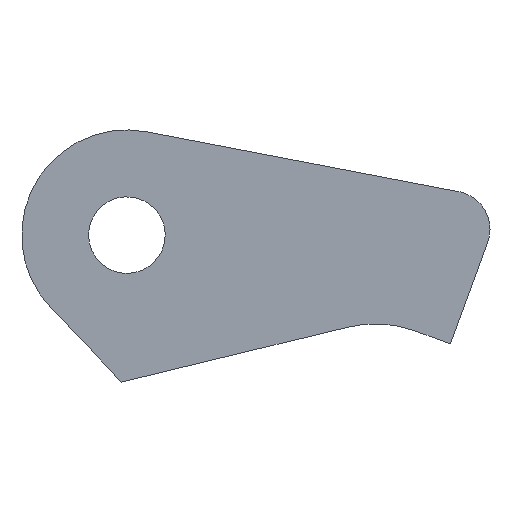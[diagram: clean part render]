
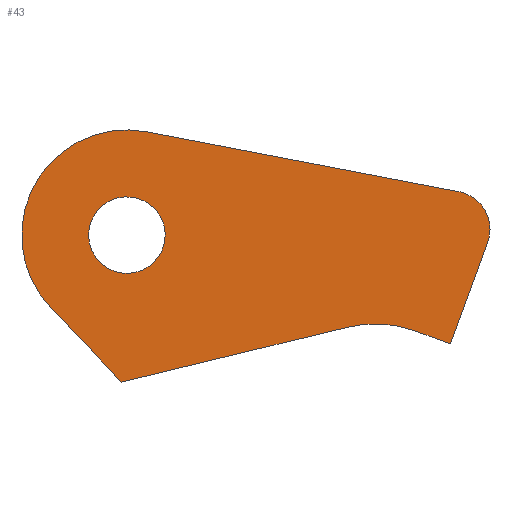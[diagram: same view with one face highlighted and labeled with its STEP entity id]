
A CAD part, front view. The second image highlights one B-rep face of the part: STEP entity #43.
In plain terms, the highlighted planar face has unit normal (0, -1, 0).
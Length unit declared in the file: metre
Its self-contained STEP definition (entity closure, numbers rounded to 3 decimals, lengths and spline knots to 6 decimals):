
#43 = ADVANCED_FACE( 'Face3', ( #86, #87 ), #88, .T. );
#86 = FACE_BOUND( '', #129, .T. );
#87 = FACE_OUTER_BOUND( '', #130, .T. );
#88 = PLANE( '', #131 );
#129 = EDGE_LOOP( '', ( #186 ) );
#130 = EDGE_LOOP( '', ( #187, #188, #189, #190, #191, #192, #193, #194 ) );
#131 = AXIS2_PLACEMENT_3D( '', #195, #196, #197 );
#186 = ORIENTED_EDGE( '', *, *, #269, .T. );
#187 = ORIENTED_EDGE( '', *, *, #270, .T. );
#188 = ORIENTED_EDGE( '', *, *, #266, .T. );
#189 = ORIENTED_EDGE( '', *, *, #271, .T. );
#190 = ORIENTED_EDGE( '', *, *, #262, .T. );
#191 = ORIENTED_EDGE( '', *, *, #272, .F. );
#192 = ORIENTED_EDGE( '', *, *, #273, .F. );
#193 = ORIENTED_EDGE( '', *, *, #253, .F. );
#194 = ORIENTED_EDGE( '', *, *, #257, .F. );
#195 = CARTESIAN_POINT( '', ( 4.33615, 0.1188, 1.02655 ) );
#196 = DIRECTION( '', ( 0., -1., 0. ) );
#197 = DIRECTION( '', ( 0.972, 0., 0.236 ) );
#253 = EDGE_CURVE( '', #292, #288, #294, .T. );
#257 = EDGE_CURVE( '', #298, #292, #300, .T. );
#262 = EDGE_CURVE( '', #303, #307, #309, .T. );
#266 = EDGE_CURVE( '', #316, #314, #317, .T. );
#269 = EDGE_CURVE( '', #320, #320, #321, .T. );
#270 = EDGE_CURVE( 'Edge1', #298, #316, #322, .T. );
#271 = EDGE_CURVE( '', #314, #303, #323, .T. );
#272 = EDGE_CURVE( '', #324, #307, #325, .T. );
#273 = EDGE_CURVE( '', #288, #324, #326, .T. );
#288 = VERTEX_POINT( '', #343 );
#292 = VERTEX_POINT( '', #348 );
#294 = CIRCLE( '', #351, 0.1188 );
#298 = VERTEX_POINT( '', #356 );
#300 = LINE( '', #359, #360 );
#303 = VERTEX_POINT( '', #363 );
#307 = VERTEX_POINT( '', #368 );
#309 = CIRCLE( '', #371, 0.1089 );
#314 = VERTEX_POINT( '', #376 );
#316 = VERTEX_POINT( '', #379 );
#317 = CIRCLE( '', #380, 0.0396 );
#320 = VERTEX_POINT( '', #384 );
#321 = CIRCLE( '', #385, 0.0396 );
#322 = LINE( '', #386, #387 );
#323 = LINE( '', #388, #389 );
#324 = VERTEX_POINT( '', #390 );
#325 = LINE( '', #391, #392 );
#326 = LINE( '', #393, #394 );
#343 = CARTESIAN_POINT( '', ( 4.308097, 0.1188, 1.14199 ) );
#348 = CARTESIAN_POINT( '', ( 4.376983, 0.1188, 1.138112 ) );
#351 = AXIS2_PLACEMENT_3D( '', #419, #420, #421 );
#356 = CARTESIAN_POINT( '', ( 4.414045, 0.1188, 1.124547 ) );
#359 = CARTESIAN_POINT( '', ( 4.414045, 0.1188, 1.124547 ) );
#360 = VECTOR( '', #424, 1. );
#363 = CARTESIAN_POINT( '', ( 4.099689, 0.1188, 1.34409 ) );
#368 = CARTESIAN_POINT( '', ( 4.000373, 0.1188, 1.161962 ) );
#371 = AXIS2_PLACEMENT_3D( '', #430, #431, #432 );
#376 = CARTESIAN_POINT( '', ( 4.422763, 0.1188, 1.282074 ) );
#379 = CARTESIAN_POINT( '', ( 4.452485, 0.1188, 1.229573 ) );
#380 = AXIS2_PLACEMENT_3D( '', #437, #438, #439 );
#384 = CARTESIAN_POINT( '', ( 4.040679, 0.1188, 1.227791 ) );
#385 = AXIS2_PLACEMENT_3D( '', #441, #442, #443 );
#386 = CARTESIAN_POINT( '', ( 4.414045, 0.1188, 1.124547 ) );
#387 = VECTOR( '', #444, 1. );
#388 = CARTESIAN_POINT( '', ( 4.468489, 0.1188, 1.273296 ) );
#389 = VECTOR( '', #445, 1. );
#390 = CARTESIAN_POINT( '', ( 4.073767, 0.1188, 1.085048 ) );
#391 = CARTESIAN_POINT( '', ( 4.073767, 0.1188, 1.085048 ) );
#392 = VECTOR( '', #446, 1. );
#393 = CARTESIAN_POINT( '', ( 4.308097, 0.1188, 1.14199 ) );
#394 = VECTOR( '', #447, 1. );
#419 = CARTESIAN_POINT( '', ( 4.33615, 0.1188, 1.02655 ) );
#420 = DIRECTION( '', ( 0., -1., 0. ) );
#421 = DIRECTION( '', ( 0.972, 0., 0.236 ) );
#424 = DIRECTION( '', ( -0.939, 0., 0.344 ) );
#430 = CARTESIAN_POINT( '', ( 4.079159, 0.1188, 1.237142 ) );
#431 = DIRECTION( '', ( 0., -1., 0. ) );
#432 = DIRECTION( '', ( 0.972, 0., 0.236 ) );
#437 = CARTESIAN_POINT( '', ( 4.415298, 0.1188, 1.243184 ) );
#438 = DIRECTION( '', ( 0., -1., 0. ) );
#439 = DIRECTION( '', ( 0.972, 0., 0.236 ) );
#441 = CARTESIAN_POINT( '', ( 4.079159, 0.1188, 1.237142 ) );
#442 = DIRECTION( '', ( 0., 1., 0. ) );
#443 = DIRECTION( '', ( -0.972, 0., -0.236 ) );
#444 = DIRECTION( '', ( 0.344, 0., 0.939 ) );
#445 = DIRECTION( '', ( -0.982, 0., 0.189 ) );
#446 = DIRECTION( '', ( -0.69, 0., 0.723 ) );
#447 = DIRECTION( '', ( -0.972, 0., -0.236 ) );
